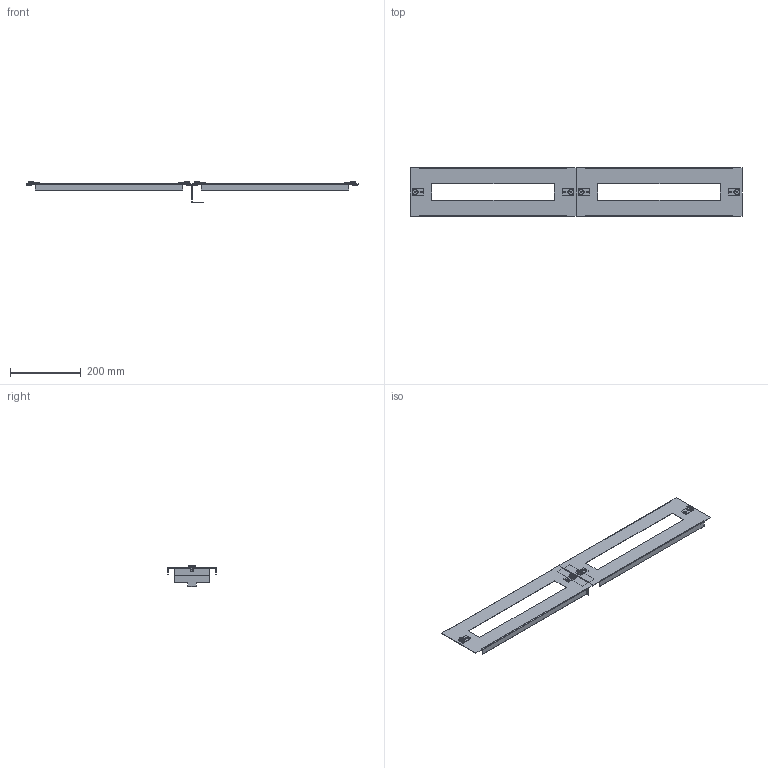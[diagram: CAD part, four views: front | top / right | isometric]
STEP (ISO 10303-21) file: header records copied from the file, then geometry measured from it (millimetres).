
FILE_DESCRIPTION (( 'STEP AP214' ), '1' );
FILE_NAME ('c_il051493-h_3d.STEP', '2022-05-10T12:06:24', ( '' ), ( '' ), 'SwSTEP 2.0', 'SolidWorks 2021', '' );
FILE_SCHEMA (( 'AUTOMOTIVE_DESIGN' ));
Length unit declared in the file: millimetre
Products named in the file (6): IL900600; Blue part 1; Blue part 2; c_il051493-h_3d; IL051423-H; small blue screw assemly
Assembly tree (9 placements, depth 3):
  c_il051493-h_3d
    IL900600
    IL051423-H  x2
    small blue screw assemly  x4
      Blue part 1
      Blue part 2
Bounding box: 938 x 137 x 61 mm (x, y, z)
Volume: 146393.6 mm3; surface area: 282472.7 mm2
Topology: 11 solids, 11 shells, 493 faces, 1269 edges, 822 vertices
Faces by surface type: plane 319, cylinder 174
Entity records: 5580 total; most frequent: DIRECTION 950, CARTESIAN_POINT 927, ORIENTED_EDGE 900, EDGE_CURVE 450, LINE 328, VECTOR 328, AXIS2_PLACEMENT_3D 311, VERTEX_POINT 288
